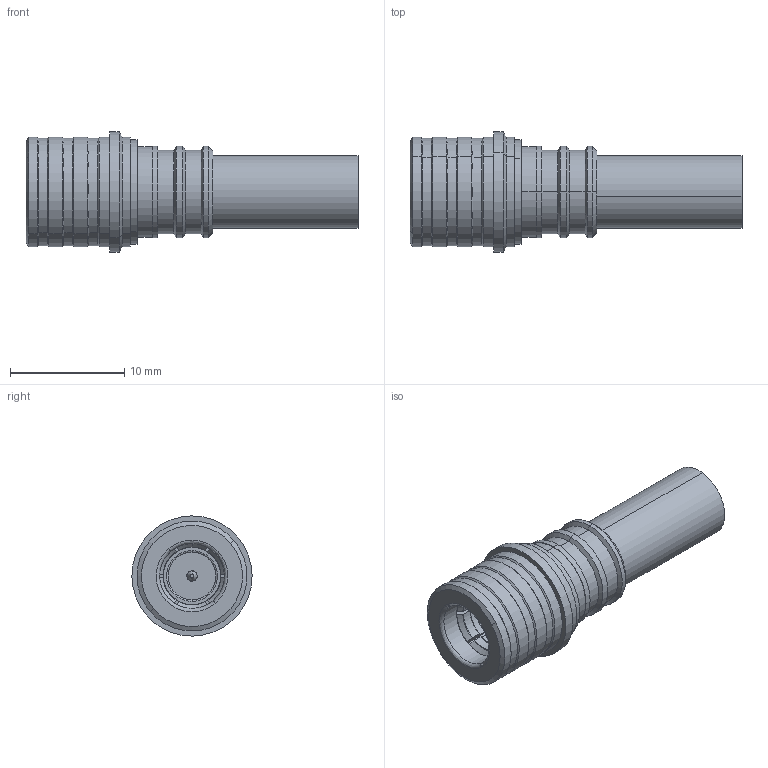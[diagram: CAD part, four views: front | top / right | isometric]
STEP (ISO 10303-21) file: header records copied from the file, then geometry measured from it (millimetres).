
FILE_DESCRIPTION (( 'STEP AP214' ), '1' );
FILE_NAME ('3190-6383(EZ-195-QM-X).STEP', '2020-08-17T02:39:30', ( '' ), ( '' ), 'SwSTEP 2.0', 'SolidWorks 2017', '' );
FILE_SCHEMA (( 'AUTOMOTIVE_DESIGN' ));
Length unit declared in the file: millimetre
Products named in the file (1): 3190-6383(EZ-195-QM-X)
Bounding box: 29 x 10.5 x 10.5 mm (x, y, z)
Volume: 856.4 mm3; surface area: 2218.2 mm2
Topology: 1 solids, 1 shells, 687 faces, 1546 edges, 870 vertices
Faces by surface type: bspline 366, cylinder 197, cone 75, plane 49
Entity records: 37156 total; most frequent: CARTESIAN_POINT 17860, ORIENTED_EDGE 3092, DIRECTION 1688, EDGE_CURVE 1546, VERTEX_POINT 870, EDGE_LOOP 708, UNCERTAINTY_MEASURE_WITH_UNIT 689, MECHANICAL_DESIGN_GEOMETRIC_PRESENTATION_REPRESENTATION 688
